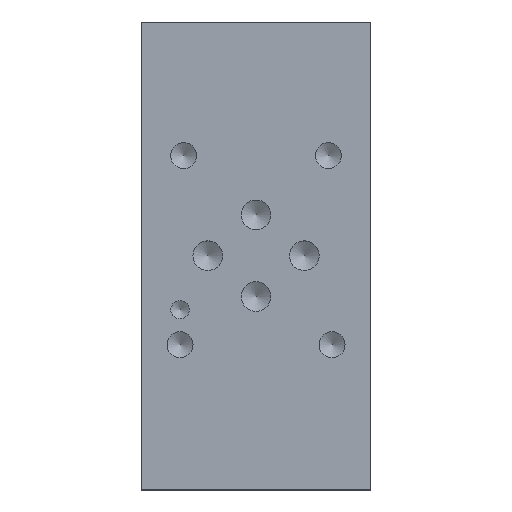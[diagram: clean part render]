
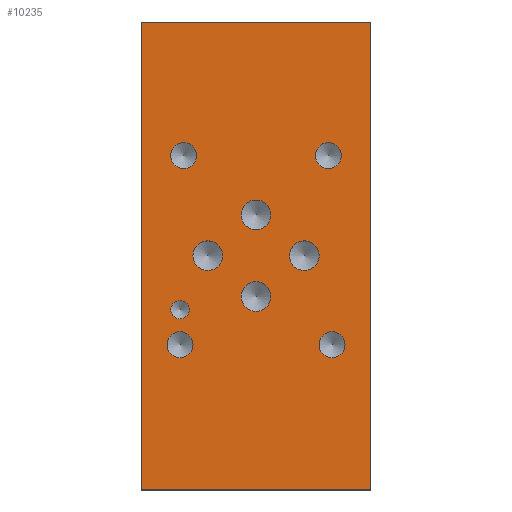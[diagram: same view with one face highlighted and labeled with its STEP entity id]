
A CAD part, top view. The second image highlights one B-rep face of the part: STEP entity #10235.
In plain terms, the highlighted planar face has unit normal (0, 0, 1).
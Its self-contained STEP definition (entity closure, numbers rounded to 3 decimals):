
#144=CIRCLE('',#10671,3.175);
#145=CIRCLE('',#10672,3.175);
#148=CIRCLE('',#10677,3.175);
#149=CIRCLE('',#10678,3.175);
#152=CIRCLE('',#10683,3.175);
#153=CIRCLE('',#10684,3.175);
#156=CIRCLE('',#10689,3.175);
#157=CIRCLE('',#10690,3.175);
#160=CIRCLE('',#10695,1.981);
#161=CIRCLE('',#10696,1.981);
#164=CIRCLE('',#10701,2.781);
#165=CIRCLE('',#10702,2.781);
#168=CIRCLE('',#10707,2.781);
#169=CIRCLE('',#10708,2.781);
#172=CIRCLE('',#10713,2.781);
#173=CIRCLE('',#10714,2.781);
#176=CIRCLE('',#10719,2.781);
#177=CIRCLE('',#10720,2.781);
#250=FACE_BOUND('',#1623,.T.);
#251=FACE_BOUND('',#1624,.T.);
#252=FACE_BOUND('',#1625,.T.);
#253=FACE_BOUND('',#1626,.T.);
#254=FACE_BOUND('',#1627,.T.);
#255=FACE_BOUND('',#1628,.T.);
#256=FACE_BOUND('',#1629,.T.);
#257=FACE_BOUND('',#1630,.T.);
#258=FACE_BOUND('',#1631,.T.);
#550=PLANE('',#10725);
#1064=FACE_OUTER_BOUND('',#1622,.T.);
#1622=EDGE_LOOP('',(#9076,#9077,#9078,#9079));
#1623=EDGE_LOOP('',(#9080,#9081));
#1624=EDGE_LOOP('',(#9082,#9083));
#1625=EDGE_LOOP('',(#9084,#9085));
#1626=EDGE_LOOP('',(#9086,#9087));
#1627=EDGE_LOOP('',(#9088,#9089));
#1628=EDGE_LOOP('',(#9090,#9091));
#1629=EDGE_LOOP('',(#9092,#9093));
#1630=EDGE_LOOP('',(#9094,#9095));
#1631=EDGE_LOOP('',(#9096,#9097));
#2086=LINE('',#16003,#3036);
#2585=LINE('',#17737,#3535);
#2588=LINE('',#17743,#3538);
#2591=LINE('',#17747,#3541);
#3036=VECTOR('',#11403,10.);
#3535=VECTOR('',#12616,10.);
#3538=VECTOR('',#12621,10.);
#3541=VECTOR('',#12626,10.);
#4372=VERTEX_POINT('',#16000);
#4373=VERTEX_POINT('',#16002);
#4808=VERTEX_POINT('',#17623);
#4809=VERTEX_POINT('',#17624);
#4813=VERTEX_POINT('',#17636);
#4814=VERTEX_POINT('',#17637);
#4818=VERTEX_POINT('',#17649);
#4819=VERTEX_POINT('',#17650);
#4823=VERTEX_POINT('',#17662);
#4824=VERTEX_POINT('',#17663);
#4828=VERTEX_POINT('',#17675);
#4829=VERTEX_POINT('',#17676);
#4833=VERTEX_POINT('',#17688);
#4834=VERTEX_POINT('',#17689);
#4838=VERTEX_POINT('',#17701);
#4839=VERTEX_POINT('',#17702);
#4843=VERTEX_POINT('',#17714);
#4844=VERTEX_POINT('',#17715);
#4848=VERTEX_POINT('',#17727);
#4849=VERTEX_POINT('',#17728);
#4851=VERTEX_POINT('',#17736);
#4853=VERTEX_POINT('',#17742);
#5588=EDGE_CURVE('',#4373,#4372,#2086,.T.);
#6217=EDGE_CURVE('',#4808,#4809,#144,.T.);
#6218=EDGE_CURVE('',#4809,#4808,#145,.T.);
#6223=EDGE_CURVE('',#4813,#4814,#148,.T.);
#6224=EDGE_CURVE('',#4814,#4813,#149,.T.);
#6229=EDGE_CURVE('',#4818,#4819,#152,.T.);
#6230=EDGE_CURVE('',#4819,#4818,#153,.T.);
#6235=EDGE_CURVE('',#4823,#4824,#156,.T.);
#6236=EDGE_CURVE('',#4824,#4823,#157,.T.);
#6241=EDGE_CURVE('',#4828,#4829,#160,.T.);
#6242=EDGE_CURVE('',#4829,#4828,#161,.T.);
#6247=EDGE_CURVE('',#4833,#4834,#164,.T.);
#6248=EDGE_CURVE('',#4834,#4833,#165,.T.);
#6253=EDGE_CURVE('',#4838,#4839,#168,.T.);
#6254=EDGE_CURVE('',#4839,#4838,#169,.T.);
#6259=EDGE_CURVE('',#4843,#4844,#172,.T.);
#6260=EDGE_CURVE('',#4844,#4843,#173,.T.);
#6265=EDGE_CURVE('',#4848,#4849,#176,.T.);
#6266=EDGE_CURVE('',#4849,#4848,#177,.T.);
#6269=EDGE_CURVE('',#4851,#4373,#2585,.T.);
#6272=EDGE_CURVE('',#4853,#4851,#2588,.T.);
#6275=EDGE_CURVE('',#4372,#4853,#2591,.T.);
#9076=ORIENTED_EDGE('',*,*,#6275,.T.);
#9077=ORIENTED_EDGE('',*,*,#6272,.T.);
#9078=ORIENTED_EDGE('',*,*,#6269,.T.);
#9079=ORIENTED_EDGE('',*,*,#5588,.T.);
#9080=ORIENTED_EDGE('',*,*,#6217,.T.);
#9081=ORIENTED_EDGE('',*,*,#6218,.T.);
#9082=ORIENTED_EDGE('',*,*,#6223,.T.);
#9083=ORIENTED_EDGE('',*,*,#6224,.T.);
#9084=ORIENTED_EDGE('',*,*,#6229,.T.);
#9085=ORIENTED_EDGE('',*,*,#6230,.T.);
#9086=ORIENTED_EDGE('',*,*,#6235,.T.);
#9087=ORIENTED_EDGE('',*,*,#6236,.T.);
#9088=ORIENTED_EDGE('',*,*,#6241,.T.);
#9089=ORIENTED_EDGE('',*,*,#6242,.T.);
#9090=ORIENTED_EDGE('',*,*,#6247,.T.);
#9091=ORIENTED_EDGE('',*,*,#6248,.T.);
#9092=ORIENTED_EDGE('',*,*,#6253,.T.);
#9093=ORIENTED_EDGE('',*,*,#6254,.T.);
#9094=ORIENTED_EDGE('',*,*,#6259,.T.);
#9095=ORIENTED_EDGE('',*,*,#6260,.T.);
#9096=ORIENTED_EDGE('',*,*,#6265,.T.);
#9097=ORIENTED_EDGE('',*,*,#6266,.T.);
#10235=ADVANCED_FACE('',(#1064,#250,#251,#252,#253,#254,#255,#256,#257,
#258),#550,.T.);
#10671=AXIS2_PLACEMENT_3D('',#17625,#12494,#12495);
#10672=AXIS2_PLACEMENT_3D('',#17626,#12496,#12497);
#10677=AXIS2_PLACEMENT_3D('',#17638,#12508,#12509);
#10678=AXIS2_PLACEMENT_3D('',#17639,#12510,#12511);
#10683=AXIS2_PLACEMENT_3D('',#17651,#12522,#12523);
#10684=AXIS2_PLACEMENT_3D('',#17652,#12524,#12525);
#10689=AXIS2_PLACEMENT_3D('',#17664,#12536,#12537);
#10690=AXIS2_PLACEMENT_3D('',#17665,#12538,#12539);
#10695=AXIS2_PLACEMENT_3D('',#17677,#12550,#12551);
#10696=AXIS2_PLACEMENT_3D('',#17678,#12552,#12553);
#10701=AXIS2_PLACEMENT_3D('',#17690,#12564,#12565);
#10702=AXIS2_PLACEMENT_3D('',#17691,#12566,#12567);
#10707=AXIS2_PLACEMENT_3D('',#17703,#12578,#12579);
#10708=AXIS2_PLACEMENT_3D('',#17704,#12580,#12581);
#10713=AXIS2_PLACEMENT_3D('',#17716,#12592,#12593);
#10714=AXIS2_PLACEMENT_3D('',#17717,#12594,#12595);
#10719=AXIS2_PLACEMENT_3D('',#17729,#12606,#12607);
#10720=AXIS2_PLACEMENT_3D('',#17730,#12608,#12609);
#10725=AXIS2_PLACEMENT_3D('',#17748,#12627,#12628);
#11403=DIRECTION('',(0.,-1.,0.));
#12494=DIRECTION('center_axis',(0.,0.,-1.));
#12495=DIRECTION('ref_axis',(1.,0.,0.));
#12496=DIRECTION('center_axis',(0.,0.,-1.));
#12497=DIRECTION('ref_axis',(1.,0.,0.));
#12508=DIRECTION('center_axis',(0.,0.,-1.));
#12509=DIRECTION('ref_axis',(1.,0.,0.));
#12510=DIRECTION('center_axis',(0.,0.,-1.));
#12511=DIRECTION('ref_axis',(1.,0.,0.));
#12522=DIRECTION('center_axis',(0.,0.,-1.));
#12523=DIRECTION('ref_axis',(1.,0.,0.));
#12524=DIRECTION('center_axis',(0.,0.,-1.));
#12525=DIRECTION('ref_axis',(1.,0.,0.));
#12536=DIRECTION('center_axis',(0.,0.,-1.));
#12537=DIRECTION('ref_axis',(1.,0.,0.));
#12538=DIRECTION('center_axis',(0.,0.,-1.));
#12539=DIRECTION('ref_axis',(1.,0.,0.));
#12550=DIRECTION('center_axis',(0.,0.,-1.));
#12551=DIRECTION('ref_axis',(1.,0.,0.));
#12552=DIRECTION('center_axis',(0.,0.,-1.));
#12553=DIRECTION('ref_axis',(1.,0.,0.));
#12564=DIRECTION('center_axis',(0.,0.,-1.));
#12565=DIRECTION('ref_axis',(1.,0.,0.));
#12566=DIRECTION('center_axis',(0.,0.,-1.));
#12567=DIRECTION('ref_axis',(1.,0.,0.));
#12578=DIRECTION('center_axis',(0.,0.,-1.));
#12579=DIRECTION('ref_axis',(1.,0.,0.));
#12580=DIRECTION('center_axis',(0.,0.,-1.));
#12581=DIRECTION('ref_axis',(1.,0.,0.));
#12592=DIRECTION('center_axis',(0.,0.,-1.));
#12593=DIRECTION('ref_axis',(1.,0.,0.));
#12594=DIRECTION('center_axis',(0.,0.,-1.));
#12595=DIRECTION('ref_axis',(1.,0.,0.));
#12606=DIRECTION('center_axis',(0.,0.,-1.));
#12607=DIRECTION('ref_axis',(1.,0.,0.));
#12608=DIRECTION('center_axis',(0.,0.,-1.));
#12609=DIRECTION('ref_axis',(1.,0.,0.));
#12616=DIRECTION('',(-1.,0.,0.));
#12621=DIRECTION('',(0.,1.,0.));
#12626=DIRECTION('',(1.,0.,0.));
#12627=DIRECTION('center_axis',(0.,0.,1.));
#12628=DIRECTION('ref_axis',(1.,0.,0.));
#16000=CARTESIAN_POINT('',(0.,0.,40.132));
#16002=CARTESIAN_POINT('',(0.,100.076,40.132));
#16003=CARTESIAN_POINT('',(0.,100.076,40.132));
#17623=CARTESIAN_POINT('',(27.686,58.801,40.132));
#17624=CARTESIAN_POINT('',(21.336,58.801,40.132));
#17625=CARTESIAN_POINT('Origin',(24.511,58.801,40.132));
#17626=CARTESIAN_POINT('Origin',(24.511,58.801,40.132));
#17636=CARTESIAN_POINT('',(17.374,50.063,40.132));
#17637=CARTESIAN_POINT('',(11.024,50.063,40.132));
#17638=CARTESIAN_POINT('Origin',(14.199,50.063,40.132));
#17639=CARTESIAN_POINT('Origin',(14.199,50.063,40.132));
#17649=CARTESIAN_POINT('',(38.024,50.063,40.132));
#17650=CARTESIAN_POINT('',(31.674,50.063,40.132));
#17651=CARTESIAN_POINT('Origin',(34.849,50.063,40.132));
#17652=CARTESIAN_POINT('Origin',(34.849,50.063,40.132));
#17662=CARTESIAN_POINT('',(27.686,41.326,40.132));
#17663=CARTESIAN_POINT('',(21.336,41.326,40.132));
#17664=CARTESIAN_POINT('Origin',(24.511,41.326,40.132));
#17665=CARTESIAN_POINT('Origin',(24.511,41.326,40.132));
#17675=CARTESIAN_POINT('',(10.236,38.506,40.132));
#17676=CARTESIAN_POINT('',(6.274,38.506,40.132));
#17677=CARTESIAN_POINT('Origin',(8.255,38.506,40.132));
#17678=CARTESIAN_POINT('Origin',(8.255,38.506,40.132));
#17688=CARTESIAN_POINT('',(43.574,31.013,40.132));
#17689=CARTESIAN_POINT('',(38.011,31.013,40.132));
#17690=CARTESIAN_POINT('Origin',(40.792,31.013,40.132));
#17691=CARTESIAN_POINT('Origin',(40.792,31.013,40.132));
#17701=CARTESIAN_POINT('',(11.824,71.501,40.132));
#17702=CARTESIAN_POINT('',(6.261,71.501,40.132));
#17703=CARTESIAN_POINT('Origin',(9.042,71.501,40.132));
#17704=CARTESIAN_POINT('Origin',(9.042,71.501,40.132));
#17714=CARTESIAN_POINT('',(42.786,71.501,40.132));
#17715=CARTESIAN_POINT('',(37.224,71.501,40.132));
#17716=CARTESIAN_POINT('Origin',(40.005,71.501,40.132));
#17717=CARTESIAN_POINT('Origin',(40.005,71.501,40.132));
#17727=CARTESIAN_POINT('',(11.036,31.013,40.132));
#17728=CARTESIAN_POINT('',(5.474,31.013,40.132));
#17729=CARTESIAN_POINT('Origin',(8.255,31.013,40.132));
#17730=CARTESIAN_POINT('Origin',(8.255,31.013,40.132));
#17736=CARTESIAN_POINT('',(49.022,100.076,40.132));
#17737=CARTESIAN_POINT('',(49.022,100.076,40.132));
#17742=CARTESIAN_POINT('',(49.022,0.,40.132));
#17743=CARTESIAN_POINT('',(49.022,0.,40.132));
#17747=CARTESIAN_POINT('',(0.,0.,40.132));
#17748=CARTESIAN_POINT('Origin',(24.511,50.038,40.132));
